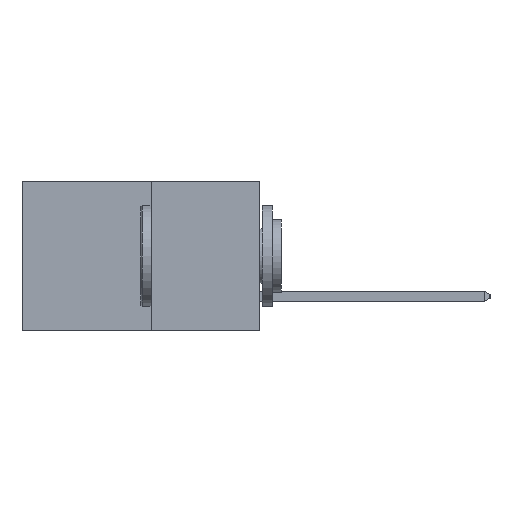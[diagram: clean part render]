
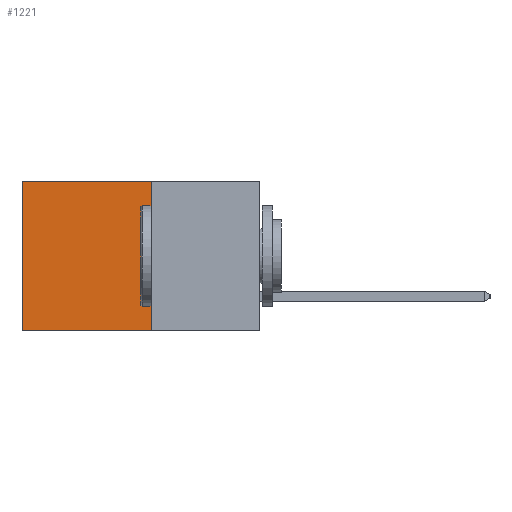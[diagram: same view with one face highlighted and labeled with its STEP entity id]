
A CAD part, left-side view. The second image highlights one B-rep face of the part: STEP entity #1221.
In plain terms, the highlighted planar face has unit normal (-1, 0, 0).
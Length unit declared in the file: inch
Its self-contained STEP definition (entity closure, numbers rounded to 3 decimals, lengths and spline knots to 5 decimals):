
#31 = LINE ( 'NONE', #8964, #5971 ) ;
#53 = DIRECTION ( 'NONE',  ( 0., 0., -1. ) ) ;
#1097 = LINE ( 'NONE', #12671, #13144 ) ;
#1136 = AXIS2_PLACEMENT_3D ( 'NONE', #11946, #14138, #53 ) ;
#1221 = ADVANCED_FACE ( 'NONE', ( #10378 ), #7775, .F. ) ;
#1723 = VECTOR ( 'NONE', #10399, 39.37008 ) ;
#1788 = VERTEX_POINT ( 'NONE', #10185 ) ;
#2043 = VECTOR ( 'NONE', #8335, 39.37008 ) ;
#2614 = ORIENTED_EDGE ( 'NONE', *, *, #4406, .F. ) ;
#3203 = DIRECTION ( 'NONE',  ( 0., 0., -1. ) ) ;
#3836 = EDGE_CURVE ( 'NONE', #14966, #1788, #1097, .T. ) ;
#4406 = EDGE_CURVE ( 'NONE', #8285, #14966, #11352, .T. ) ;
#5819 = ORIENTED_EDGE ( 'NONE', *, *, #13243, .T. ) ;
#5971 = VECTOR ( 'NONE', #3203, 39.37008 ) ;
#6762 = EDGE_LOOP ( 'NONE', ( #15124, #13704, #2614, #5819 ) ) ;
#7768 = EDGE_CURVE ( 'NONE', #14946, #1788, #31, .T. ) ;
#7775 = PLANE ( 'NONE',  #1136 ) ;
#8285 = VERTEX_POINT ( 'NONE', #11049 ) ;
#8335 = DIRECTION ( 'NONE',  ( 0., 0., -1. ) ) ;
#8399 = CARTESIAN_POINT ( 'NONE',  ( 0.277, 0.27, -0.37 ) ) ;
#8964 = CARTESIAN_POINT ( 'NONE',  ( 0.277, 0.59, -0.37 ) ) ;
#10185 = CARTESIAN_POINT ( 'NONE',  ( 0.277, 0.59, -0.37 ) ) ;
#10378 = FACE_OUTER_BOUND ( 'NONE', #6762, .T. ) ;
#10399 = DIRECTION ( 'NONE',  ( 0., 1., 0. ) ) ;
#11049 = CARTESIAN_POINT ( 'NONE',  ( 0.277, 0.27, 0. ) ) ;
#11340 = CARTESIAN_POINT ( 'NONE',  ( 0.277, 0.59, 0. ) ) ;
#11352 = LINE ( 'NONE', #8399, #2043 ) ;
#11384 = CARTESIAN_POINT ( 'NONE',  ( 0.277, 0.27, -0.37 ) ) ;
#11946 = CARTESIAN_POINT ( 'NONE',  ( 0.277, 0.27, -0.37 ) ) ;
#12126 = LINE ( 'NONE', #14990, #1723 ) ;
#12671 = CARTESIAN_POINT ( 'NONE',  ( 0.277, 0.27, -0.37 ) ) ;
#13084 = DIRECTION ( 'NONE',  ( 0., 1., 0. ) ) ;
#13144 = VECTOR ( 'NONE', #13084, 39.37008 ) ;
#13243 = EDGE_CURVE ( 'NONE', #8285, #14946, #12126, .T. ) ;
#13704 = ORIENTED_EDGE ( 'NONE', *, *, #3836, .F. ) ;
#14138 = DIRECTION ( 'NONE',  ( 1., 0., 0. ) ) ;
#14946 = VERTEX_POINT ( 'NONE', #11340 ) ;
#14966 = VERTEX_POINT ( 'NONE', #11384 ) ;
#14990 = CARTESIAN_POINT ( 'NONE',  ( 0.277, 0.27, 0. ) ) ;
#15124 = ORIENTED_EDGE ( 'NONE', *, *, #7768, .T. ) ;
